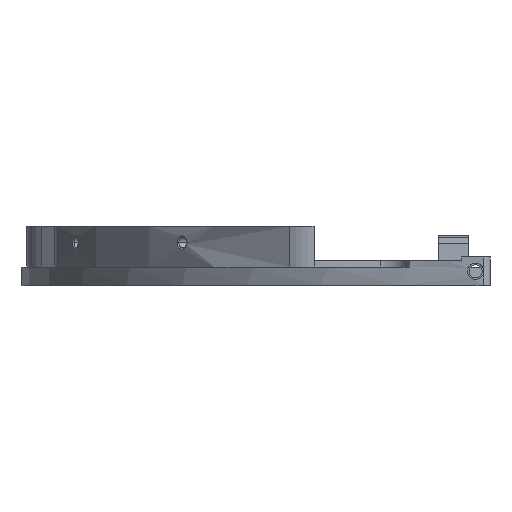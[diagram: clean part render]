
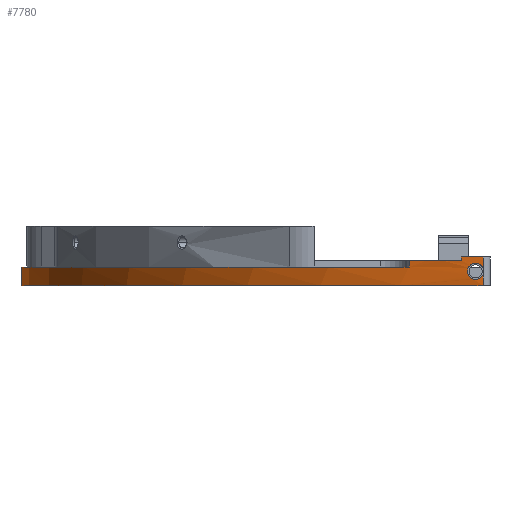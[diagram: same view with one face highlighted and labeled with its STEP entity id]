
A CAD part, front view. The second image highlights one B-rep face of the part: STEP entity #7780.
In plain terms, the highlighted cylindrical face has radius 0.145 mm (diameter 0.29 mm), a partial arc.
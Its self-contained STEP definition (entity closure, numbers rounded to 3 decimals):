
#5339=CARTESIAN_POINT('POINT400',(0.089,0.226,
   0.012));
#5340=VERTEX_POINT('VERTEX400',#5339);
#5347=CARTESIAN_POINT('POINT401',(0.089,0.226,
   0.013));
#5348=VERTEX_POINT('VERTEX401',#5347);
#5349=CARTESIAN_POINT('POS544',(0.089,0.226,
   0.01));
#5350=DIRECTION('DIR803',(0.,0.,-1.));
#5351=VECTOR('VEC285',#5350,1.);
#5352=LINE('STRAIGHT285',#5349,#5351);
#5353=EDGE_CURVE('EDGE572',#5340,#5348,#5352,.F.);
#5370=CARTESIAN_POINT('POINT402',(0.095,
   0.225,0.013));
#5371=VERTEX_POINT('VERTEX402',#5370);
#5372=CARTESIAN_POINT('POS547',(0.117,0.368,
   0.013));
#5373=DIRECTION('DIR807',(0.,0.,-1.));
#5374=DIRECTION('DIR808',(1.,0.,0.));
#5375=AXIS2_PLACEMENT_3D('AXIS261',#5372,#5373,#5374);
#5376=CIRCLE('ELLIPSE130',#5375,0.145);
#5377=EDGE_CURVE('EDGE574',#5348,#5371,#5376,.F.);
#5406=CARTESIAN_POINT('POINT404',(0.095,
   0.225,0.01));
#5407=VERTEX_POINT('VERTEX404',#5406);
#5417=CARTESIAN_POINT('POINT405',(0.091,0.226,
   0.009));
#5418=VERTEX_POINT('VERTEX405',#5417);
#5419=B_SPLINE_CURVE_WITH_KNOTS('SPLINE_CRV2',3,(#5420,#5421,#5422,#5423
   ,#5424,#5425,#5426,#5427,#5428,#5429,#5430,#5431,#5432,#5433,#5434,
   #5435),.UNSPECIFIED.,.F.,.F.,(4,2,2,2,2,2,2,4),(0.007
   ,0.007,0.008,0.009,
   0.01,0.011,0.011,
   0.012),.UNSPECIFIED.);
#5420=CARTESIAN_POINT('',(0.091,0.226,
   0.009));
#5421=CARTESIAN_POINT('',(0.091,0.226,
   0.009));
#5422=CARTESIAN_POINT('',(0.091,0.226,
   0.01));
#5423=CARTESIAN_POINT('',(0.091,0.226,
   0.01));
#5424=CARTESIAN_POINT('',(0.091,0.226,
   0.01));
#5425=CARTESIAN_POINT('',(0.091,0.226,
   0.011));
#5426=CARTESIAN_POINT('',(0.092,0.226,
   0.011));
#5427=CARTESIAN_POINT('',(0.092,0.226,
   0.011));
#5428=CARTESIAN_POINT('',(0.092,0.226,
   0.011));
#5429=CARTESIAN_POINT('',(0.093,0.226,
   0.011));
#5430=CARTESIAN_POINT('',(0.093,0.226,
   0.011));
#5431=CARTESIAN_POINT('',(0.094,0.225,
   0.011));
#5432=CARTESIAN_POINT('',(0.094,0.225,
   0.011));
#5433=CARTESIAN_POINT('',(0.094,0.225,
   0.01));
#5434=CARTESIAN_POINT('',(0.095,0.225,
   0.01));
#5435=CARTESIAN_POINT('',(0.095,0.225,
   0.01));
#5436=EDGE_CURVE('EDGE578',#5407,#5418,#5419,.F.);
#5457=CARTESIAN_POINT('POINT406',(0.095,
   0.225,0.008));
#5458=VERTEX_POINT('VERTEX406',#5457);
#5459=B_SPLINE_CURVE_WITH_KNOTS('SPLINE_CRV3',3,(#5460,#5461,#5462,#5463
   ,#5464,#5465,#5466,#5467,#5468,#5469,#5470,#5471,#5472,#5473,#5474,
   #5475),.UNSPECIFIED.,.F.,.F.,(4,2,2,2,2,2,2,4),(0.001
   ,0.002,0.002,0.003,
   0.004,0.005,0.006,
   0.007),.UNSPECIFIED.);
#5460=CARTESIAN_POINT('',(0.095,0.225,
   0.008));
#5461=CARTESIAN_POINT('',(0.095,0.225,
   0.008));
#5462=CARTESIAN_POINT('',(0.094,0.225,
   0.008));
#5463=CARTESIAN_POINT('',(0.094,0.225,
   0.007));
#5464=CARTESIAN_POINT('',(0.094,0.225,
   0.007));
#5465=CARTESIAN_POINT('',(0.093,0.226,
   0.007));
#5466=CARTESIAN_POINT('',(0.093,0.226,
   0.007));
#5467=CARTESIAN_POINT('',(0.092,0.226,
   0.007));
#5468=CARTESIAN_POINT('',(0.092,0.226,
   0.007));
#5469=CARTESIAN_POINT('',(0.092,0.226,
   0.007));
#5470=CARTESIAN_POINT('',(0.091,0.226,
   0.007));
#5471=CARTESIAN_POINT('',(0.091,0.226,
   0.008));
#5472=CARTESIAN_POINT('',(0.091,0.226,
   0.008));
#5473=CARTESIAN_POINT('',(0.091,0.226,
   0.008));
#5474=CARTESIAN_POINT('',(0.091,0.226,
   0.009));
#5475=CARTESIAN_POINT('',(0.091,0.226,
   0.009));
#5476=EDGE_CURVE('EDGE580',#5418,#5458,#5459,.F.);
#5492=CARTESIAN_POINT('POINT407',(0.095,
   0.225,0.005));
#5493=VERTEX_POINT('VERTEX407',#5492);
#5494=CARTESIAN_POINT('POS553',(0.095,
   0.225,0.005));
#5495=DIRECTION('DIR817',(0.,0.,1.));
#5496=VECTOR('VEC289',#5495,1.);
#5497=LINE('STRAIGHT289',#5494,#5496);
#5498=EDGE_CURVE('EDGE582',#5493,#5458,#5497,.T.);
#5509=CARTESIAN_POINT('POS555',(0.095,
   0.225,0.005));
#5510=DIRECTION('DIR820',(0.,0.,1.));
#5511=VECTOR('VEC290',#5510,1.);
#5512=LINE('STRAIGHT290',#5509,#5511);
#5513=EDGE_CURVE('EDGE584',#5407,#5371,#5512,.T.);
#6303=CARTESIAN_POINT('POINT448',(-0.028,0.368,0.005));
#6304=VERTEX_POINT('VERTEX448',#6303);
#6305=CARTESIAN_POINT('POS623',(0.117,0.368,0.005));
#6306=DIRECTION('DIR938',(0.,0.,-1.));
#6307=DIRECTION('DIR939',(1.,0.,0.));
#6308=AXIS2_PLACEMENT_3D('AXIS316',#6305,#6306,#6307);
#6309=CIRCLE('ELLIPSE164',#6308,0.145);
#6310=EDGE_CURVE('EDGE649',#6304,#5493,#6309,.F.);
#7246=CARTESIAN_POINT('POINT501',(0.075,0.23,
   0.012));
#7247=VERTEX_POINT('VERTEX501',#7246);
#7254=CARTESIAN_POINT('POS670',(0.117,0.368,
   0.012));
#7255=DIRECTION('DIR1009',(0.,0.,-1.));
#7256=DIRECTION('DIR1010',(1.,0.,0.));
#7257=AXIS2_PLACEMENT_3D('AXIS340',#7254,#7255,#7256);
#7258=CIRCLE('ELLIPSE180',#7257,0.145);
#7259=EDGE_CURVE('EDGE717',#7247,#5340,#7258,.F.);
#7742=CARTESIAN_POINT('POINT518',(-0.028,0.368,
   0.01));
#7743=VERTEX_POINT('VERTEX518',#7742);
#7744=CARTESIAN_POINT('POS686',(-0.028,0.368,0.01));
#7745=DIRECTION('DIR1033',(0.,0.,-1.));
#7746=VECTOR('VEC339',#7745,1.);
#7747=LINE('STRAIGHT339',#7744,#7746);
#7748=EDGE_CURVE('EDGE742',#7743,#6304,#7747,.T.);
#7749=ORIENTED_EDGE('COEDGE1382',*,*,#7748,.T.);
#7750=ORIENTED_EDGE('COEDGE1383',*,*,#6310,.T.);
#7751=ORIENTED_EDGE('COEDGE1384',*,*,#5498,.T.);
#7752=ORIENTED_EDGE('COEDGE1385',*,*,#5476,.F.);
#7753=ORIENTED_EDGE('COEDGE1386',*,*,#5436,.F.);
#7754=ORIENTED_EDGE('COEDGE1387',*,*,#5513,.T.);
#7755=ORIENTED_EDGE('COEDGE1388',*,*,#5377,.F.);
#7756=ORIENTED_EDGE('COEDGE1389',*,*,#5353,.F.);
#7757=ORIENTED_EDGE('COEDGE1390',*,*,#7259,.F.);
#7758=CARTESIAN_POINT('POINT519',(0.075,0.23,
   0.01));
#7759=VERTEX_POINT('VERTEX519',#7758);
#7760=CARTESIAN_POINT('POS687',(0.075,0.23,
   0.01));
#7761=DIRECTION('DIR1034',(0.,0.,1.));
#7762=VECTOR('VEC340',#7761,1.);
#7763=LINE('STRAIGHT340',#7760,#7762);
#7764=EDGE_CURVE('EDGE743',#7759,#7247,#7763,.T.);
#7765=ORIENTED_EDGE('COEDGE1391',*,*,#7764,.F.);
#7766=CARTESIAN_POINT('POS688',(0.117,0.368,
   0.01));
#7767=DIRECTION('DIR1035',(0.,0.,1.));
#7768=DIRECTION('DIR1036',(1.,0.,0.));
#7769=AXIS2_PLACEMENT_3D('AXIS348',#7766,#7767,#7768);
#7770=CIRCLE('ELLIPSE183',#7769,0.145);
#7771=EDGE_CURVE('EDGE744',#7743,#7759,#7770,.T.);
#7772=ORIENTED_EDGE('COEDGE1392',*,*,#7771,.F.);
#7773=EDGE_LOOP('NONE',(#7749,#7750,#7751,#7752,#7753,#7754,#7755,#7756,
   #7757,#7765,#7772));
#7774=FACE_BOUND('LOOP1',#7773,.T.);
#7775=CARTESIAN_POINT('POS689',(0.117,0.368,0.01));
#7776=DIRECTION('DIR1037',(0.,0.,1.));
#7777=DIRECTION('DIR1038',(1.,0.,0.));
#7778=AXIS2_PLACEMENT_3D('AXIS349',#7775,#7776,#7777);
#7779=CYLINDRICAL_SURFACE('CONE_SURF93',#7778,0.145);
#7780=ADVANCED_FACE('FACE231',(#7774),#7779,.T.);
